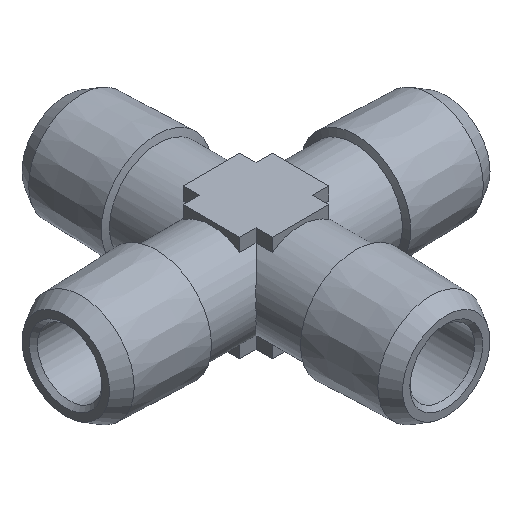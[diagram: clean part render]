
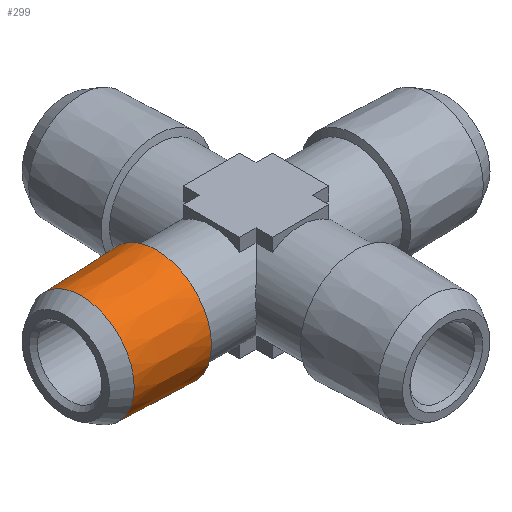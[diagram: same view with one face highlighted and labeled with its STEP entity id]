
A CAD part, isometric view. The second image highlights one B-rep face of the part: STEP entity #299.
In plain terms, the highlighted conical face has half-angle 1.79 degrees and reference radius 6.52 mm.
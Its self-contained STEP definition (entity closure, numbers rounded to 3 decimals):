
#72 = CIRCLE ( 'NONE', #737, 6.52 ) ;
#115 = EDGE_LOOP ( 'NONE', ( #438 ) ) ;
#197 = EDGE_LOOP ( 'NONE', ( #337 ) ) ;
#209 = FACE_OUTER_BOUND ( 'NONE', #197, .T. ) ;
#216 = FACE_BOUND ( 'NONE', #115, .T. ) ;
#221 = CONICAL_SURFACE ( 'NONE', #600, 6.52, 0.031 ) ;
#264 = CIRCLE ( 'NONE', #749, 6.809 ) ;
#299 = ADVANCED_FACE ( 'NONE', ( #209, #216 ), #221, .T. ) ;
#337 = ORIENTED_EDGE ( 'NONE', *, *, #635, .F. ) ;
#438 = ORIENTED_EDGE ( 'NONE', *, *, #651, .T. ) ;
#600 = AXIS2_PLACEMENT_3D ( 'NONE', #1284, #1279, #1287 ) ;
#635 = EDGE_CURVE ( 'NONE', #890, #890, #264, .T. ) ;
#651 = EDGE_CURVE ( 'NONE', #878, #878, #72, .T. ) ;
#737 = AXIS2_PLACEMENT_3D ( 'NONE', #1050, #973, #965 ) ;
#749 = AXIS2_PLACEMENT_3D ( 'NONE', #1178, #1176, #1175 ) ;
#878 = VERTEX_POINT ( 'NONE', #946 ) ;
#890 = VERTEX_POINT ( 'NONE', #957 ) ;
#946 = CARTESIAN_POINT ( 'NONE',  ( -221.431, -4.89, -31.52 ) ) ;
#957 = CARTESIAN_POINT ( 'NONE',  ( -212.176, -4.89, -31.809 ) ) ;
#965 = DIRECTION ( 'NONE',  ( 0., 0., -1. ) ) ;
#973 = DIRECTION ( 'NONE',  ( 1., 0., 0. ) ) ;
#1050 = CARTESIAN_POINT ( 'NONE',  ( -221.431, -4.89, -25. ) ) ;
#1175 = DIRECTION ( 'NONE',  ( 0., 0., -1. ) ) ;
#1176 = DIRECTION ( 'NONE',  ( 1., 0., 0. ) ) ;
#1178 = CARTESIAN_POINT ( 'NONE',  ( -212.176, -4.89, -25. ) ) ;
#1279 = DIRECTION ( 'NONE',  ( 1., 0., 0. ) ) ;
#1284 = CARTESIAN_POINT ( 'NONE',  ( -221.431, -4.89, -25. ) ) ;
#1287 = DIRECTION ( 'NONE',  ( 0., 1., 0. ) ) ;
